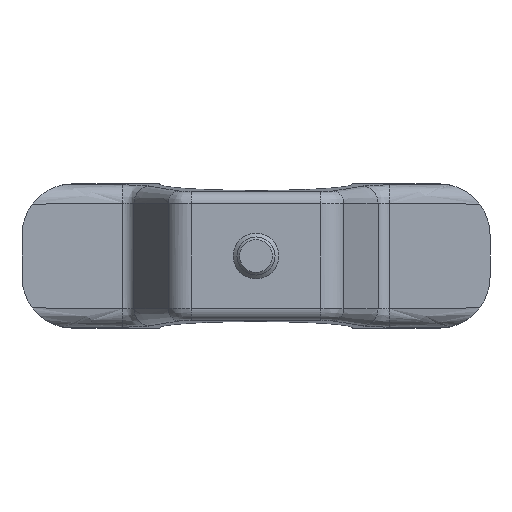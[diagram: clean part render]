
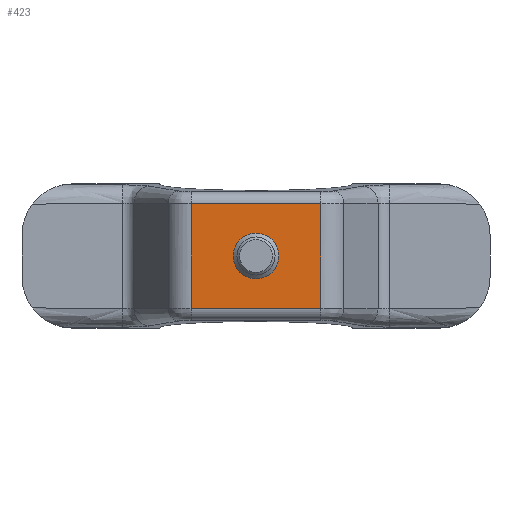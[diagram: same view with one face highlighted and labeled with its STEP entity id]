
A CAD part, front view. The second image highlights one B-rep face of the part: STEP entity #423.
In plain terms, the highlighted planar face has unit normal (0, -1, 0).
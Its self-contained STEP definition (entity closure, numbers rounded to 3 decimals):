
#42 = ORIENTED_EDGE ( 'NONE', *, *, #671, .T. ) ;
#45 = DIRECTION ( 'NONE',  ( 0., 0., -1. ) ) ;
#380 = VERTEX_POINT ( 'NONE', #2780 ) ;
#411 = EDGE_LOOP ( 'NONE', ( #1967 ) ) ;
#423 = ADVANCED_FACE ( 'NONE', ( #2515, #698 ), #498, .T. ) ;
#459 = LINE ( 'NONE', #2423, #5059 ) ;
#498 = PLANE ( 'NONE',  #3435 ) ;
#547 = DIRECTION ( 'NONE',  ( 0., 0., 1. ) ) ;
#671 = EDGE_CURVE ( 'NONE', #2576, #2241, #3176, .T. ) ;
#698 = FACE_BOUND ( 'NONE', #411, .T. ) ;
#744 = VECTOR ( 'NONE', #1748, 1000. ) ;
#1048 = ORIENTED_EDGE ( 'NONE', *, *, #1482, .T. ) ;
#1059 = CARTESIAN_POINT ( 'NONE',  ( -16.182, -31.75, -13.023 ) ) ;
#1078 = CARTESIAN_POINT ( 'NONE',  ( 16.182, -31.75, 13.023 ) ) ;
#1371 = CARTESIAN_POINT ( 'NONE',  ( 0., -31.75, 0. ) ) ;
#1412 = VECTOR ( 'NONE', #1659, 1000. ) ;
#1482 = EDGE_CURVE ( 'NONE', #2241, #2534, #1931, .T. ) ;
#1527 = CIRCLE ( 'NONE', #3049, 5.715 ) ;
#1659 = DIRECTION ( 'NONE',  ( -1., 0., 0. ) ) ;
#1748 = DIRECTION ( 'NONE',  ( 1., 0., 0. ) ) ;
#1749 = EDGE_CURVE ( 'NONE', #380, #380, #1527, .T. ) ;
#1797 = CARTESIAN_POINT ( 'NONE',  ( -16.182, -31.75, 12.7 ) ) ;
#1815 = CARTESIAN_POINT ( 'NONE',  ( -16.182, -31.75, 13.023 ) ) ;
#1931 = LINE ( 'NONE', #3339, #744 ) ;
#1967 = ORIENTED_EDGE ( 'NONE', *, *, #1749, .T. ) ;
#2140 = DIRECTION ( 'NONE',  ( 1., 0., 0. ) ) ;
#2241 = VERTEX_POINT ( 'NONE', #1059 ) ;
#2264 = VECTOR ( 'NONE', #2596, 1000. ) ;
#2423 = CARTESIAN_POINT ( 'NONE',  ( 16.182, -31.75, 12.7 ) ) ;
#2448 = LINE ( 'NONE', #3210, #1412 ) ;
#2515 = FACE_OUTER_BOUND ( 'NONE', #3660, .T. ) ;
#2534 = VERTEX_POINT ( 'NONE', #4065 ) ;
#2576 = VERTEX_POINT ( 'NONE', #1815 ) ;
#2579 = DIRECTION ( 'NONE',  ( 0., 1., 0. ) ) ;
#2596 = DIRECTION ( 'NONE',  ( 0., 0., -1. ) ) ;
#2640 = ORIENTED_EDGE ( 'NONE', *, *, #4228, .F. ) ;
#2780 = CARTESIAN_POINT ( 'NONE',  ( 0., -31.75, 5.715 ) ) ;
#3049 = AXIS2_PLACEMENT_3D ( 'NONE', #1371, #2579, #547 ) ;
#3176 = LINE ( 'NONE', #1797, #2264 ) ;
#3210 = CARTESIAN_POINT ( 'NONE',  ( 0., -31.75, 13.023 ) ) ;
#3335 = CARTESIAN_POINT ( 'NONE',  ( 16.182, -31.75, 12.7 ) ) ;
#3339 = CARTESIAN_POINT ( 'NONE',  ( 0., -31.75, -13.023 ) ) ;
#3435 = AXIS2_PLACEMENT_3D ( 'NONE', #3335, #4151, #2140 ) ;
#3660 = EDGE_LOOP ( 'NONE', ( #2640, #4078, #42, #1048 ) ) ;
#3864 = EDGE_CURVE ( 'NONE', #4475, #2576, #2448, .T. ) ;
#4065 = CARTESIAN_POINT ( 'NONE',  ( 16.182, -31.75, -13.023 ) ) ;
#4078 = ORIENTED_EDGE ( 'NONE', *, *, #3864, .T. ) ;
#4151 = DIRECTION ( 'NONE',  ( 0., -1., 0. ) ) ;
#4228 = EDGE_CURVE ( 'NONE', #4475, #2534, #459, .T. ) ;
#4475 = VERTEX_POINT ( 'NONE', #1078 ) ;
#5059 = VECTOR ( 'NONE', #45, 1000. ) ;
